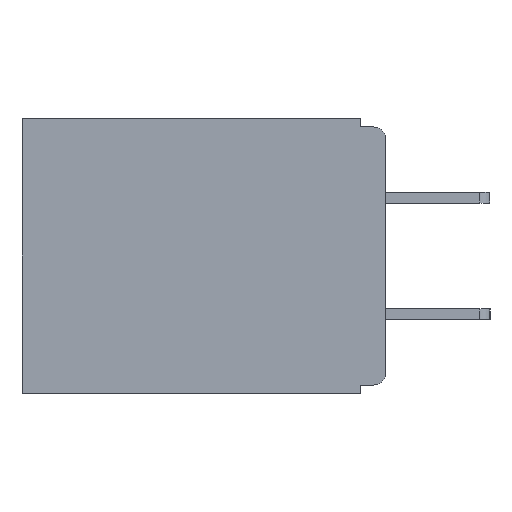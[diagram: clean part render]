
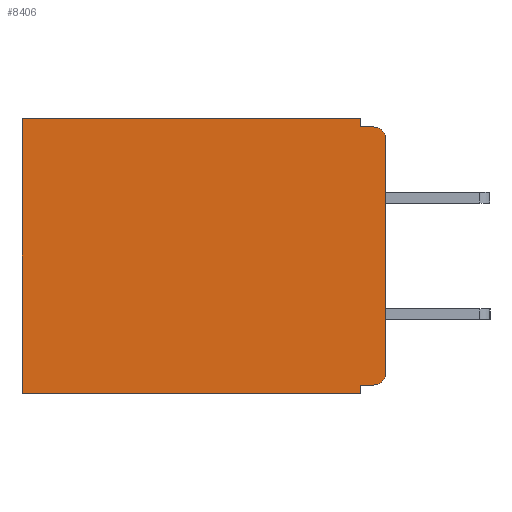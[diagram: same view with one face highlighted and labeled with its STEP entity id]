
A CAD part, left-side view. The second image highlights one B-rep face of the part: STEP entity #8406.
In plain terms, the highlighted planar face has unit normal (-1, 0, 0).
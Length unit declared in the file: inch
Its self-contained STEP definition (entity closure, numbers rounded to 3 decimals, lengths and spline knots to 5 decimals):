
#149 = ORIENTED_EDGE ( 'NONE', *, *, #2352, .F. ) ;
#416 = LINE ( 'NONE', #17901, #14706 ) ;
#477 = CARTESIAN_POINT ( 'NONE',  ( 0.3, 0.031, -0.32 ) ) ;
#785 = CARTESIAN_POINT ( 'NONE',  ( 0.3, 0., -0.33 ) ) ;
#1103 = DIRECTION ( 'NONE',  ( 0., 0., -1. ) ) ;
#1392 = DIRECTION ( 'NONE',  ( 0., 0., -1. ) ) ;
#1396 = DIRECTION ( 'NONE',  ( -1., 0., 0. ) ) ;
#1426 = CARTESIAN_POINT ( 'NONE',  ( 0.3, 0.015, -0.305 ) ) ;
#1493 = VERTEX_POINT ( 'NONE', #477 ) ;
#1643 = EDGE_CURVE ( 'NONE', #3297, #8064, #3136, .T. ) ;
#1782 = ORIENTED_EDGE ( 'NONE', *, *, #5943, .F. ) ;
#1888 = CARTESIAN_POINT ( 'NONE',  ( 0.3, 0.031, 0. ) ) ;
#1917 = CIRCLE ( 'NONE', #11781, 0.015 ) ;
#1941 = CARTESIAN_POINT ( 'NONE',  ( 0.3, 0.015, -0.32 ) ) ;
#2046 = VECTOR ( 'NONE', #5146, 39.37008 ) ;
#2352 = EDGE_CURVE ( 'NONE', #16589, #7077, #15093, .T. ) ;
#2411 = ORIENTED_EDGE ( 'NONE', *, *, #1643, .F. ) ;
#2636 = VECTOR ( 'NONE', #5475, 39.37008 ) ;
#2716 = VERTEX_POINT ( 'NONE', #3705 ) ;
#2865 = VERTEX_POINT ( 'NONE', #1941 ) ;
#3136 = LINE ( 'NONE', #10626, #7036 ) ;
#3297 = VERTEX_POINT ( 'NONE', #17693 ) ;
#3479 = DIRECTION ( 'NONE',  ( 0., 0., -1. ) ) ;
#3628 = VECTOR ( 'NONE', #3479, 39.37008 ) ;
#3705 = CARTESIAN_POINT ( 'NONE',  ( 0.3, 0.437, -0.33 ) ) ;
#3950 = CARTESIAN_POINT ( 'NONE',  ( 0.3, 0.015, -0.025 ) ) ;
#3957 = EDGE_CURVE ( 'NONE', #5717, #2716, #8065, .T. ) ;
#4131 = CARTESIAN_POINT ( 'NONE',  ( 0.3, 0.031, -0.01 ) ) ;
#4259 = VECTOR ( 'NONE', #16349, 39.37008 ) ;
#4584 = DIRECTION ( 'NONE',  ( 0., 1., 0. ) ) ;
#4944 = ORIENTED_EDGE ( 'NONE', *, *, #10504, .T. ) ;
#5146 = DIRECTION ( 'NONE',  ( 0., 1., 0. ) ) ;
#5201 = CARTESIAN_POINT ( 'NONE',  ( 0.3, 0., 0. ) ) ;
#5311 = CARTESIAN_POINT ( 'NONE',  ( 0.3, 0., -0.01 ) ) ;
#5475 = DIRECTION ( 'NONE',  ( 0., -1., 0. ) ) ;
#5717 = VERTEX_POINT ( 'NONE', #8215 ) ;
#5943 = EDGE_CURVE ( 'NONE', #7077, #9702, #17575, .T. ) ;
#6424 = DIRECTION ( 'NONE',  ( 0., 0., -1. ) ) ;
#6521 = DIRECTION ( 'NONE',  ( 1., 0., 0. ) ) ;
#6600 = CARTESIAN_POINT ( 'NONE',  ( 0.3, 0., -0.33 ) ) ;
#6622 = PLANE ( 'NONE',  #17746 ) ;
#7036 = VECTOR ( 'NONE', #10212, 39.37008 ) ;
#7077 = VERTEX_POINT ( 'NONE', #4131 ) ;
#7120 = EDGE_CURVE ( 'NONE', #3297, #9702, #1917, .T. ) ;
#7332 = EDGE_LOOP ( 'NONE', ( #2411, #10152, #1782, #149, #10577, #7778, #7424, #13180, #12417, #4944 ) ) ;
#7424 = ORIENTED_EDGE ( 'NONE', *, *, #3957, .F. ) ;
#7778 = ORIENTED_EDGE ( 'NONE', *, *, #12646, .T. ) ;
#8064 = VERTEX_POINT ( 'NONE', #14312 ) ;
#8065 = LINE ( 'NONE', #785, #4259 ) ;
#8215 = CARTESIAN_POINT ( 'NONE',  ( 0.3, 0.031, -0.33 ) ) ;
#8264 = DIRECTION ( 'NONE',  ( 0., 0., -1. ) ) ;
#8406 = ADVANCED_FACE ( 'NONE', ( #10805 ), #6622, .F. ) ;
#8522 = AXIS2_PLACEMENT_3D ( 'NONE', #1426, #1396, #1392 ) ;
#9002 = CARTESIAN_POINT ( 'NONE',  ( 0.3, 0.015, -0.01 ) ) ;
#9702 = VERTEX_POINT ( 'NONE', #9002 ) ;
#10112 = EDGE_CURVE ( 'NONE', #16589, #15347, #13446, .T. ) ;
#10152 = ORIENTED_EDGE ( 'NONE', *, *, #7120, .T. ) ;
#10153 = CARTESIAN_POINT ( 'NONE',  ( 0.3, 0., -0.32 ) ) ;
#10212 = DIRECTION ( 'NONE',  ( 0., 0., -1. ) ) ;
#10255 = LINE ( 'NONE', #10153, #17210 ) ;
#10504 = EDGE_CURVE ( 'NONE', #2865, #8064, #14302, .T. ) ;
#10577 = ORIENTED_EDGE ( 'NONE', *, *, #10112, .T. ) ;
#10626 = CARTESIAN_POINT ( 'NONE',  ( 0.3, 0., -0.33 ) ) ;
#10805 = FACE_OUTER_BOUND ( 'NONE', #7332, .T. ) ;
#11781 = AXIS2_PLACEMENT_3D ( 'NONE', #3950, #13882, #1103 ) ;
#12022 = CARTESIAN_POINT ( 'NONE',  ( 0.3, 0.031, -0.33 ) ) ;
#12417 = ORIENTED_EDGE ( 'NONE', *, *, #12901, .F. ) ;
#12436 = EDGE_CURVE ( 'NONE', #1493, #5717, #14505, .T. ) ;
#12646 = EDGE_CURVE ( 'NONE', #15347, #2716, #416, .T. ) ;
#12901 = EDGE_CURVE ( 'NONE', #2865, #1493, #10255, .T. ) ;
#13180 = ORIENTED_EDGE ( 'NONE', *, *, #12436, .F. ) ;
#13446 = LINE ( 'NONE', #5201, #2046 ) ;
#13816 = VECTOR ( 'NONE', #16660, 39.37008 ) ;
#13882 = DIRECTION ( 'NONE',  ( -1., 0., 0. ) ) ;
#14302 = CIRCLE ( 'NONE', #8522, 0.015 ) ;
#14312 = CARTESIAN_POINT ( 'NONE',  ( 0.3, 0., -0.305 ) ) ;
#14505 = LINE ( 'NONE', #12022, #3628 ) ;
#14706 = VECTOR ( 'NONE', #8264, 39.37008 ) ;
#15093 = LINE ( 'NONE', #16128, #13816 ) ;
#15347 = VERTEX_POINT ( 'NONE', #15487 ) ;
#15487 = CARTESIAN_POINT ( 'NONE',  ( 0.3, 0.437, 0. ) ) ;
#16128 = CARTESIAN_POINT ( 'NONE',  ( 0.3, 0.031, 0. ) ) ;
#16349 = DIRECTION ( 'NONE',  ( 0., 1., 0. ) ) ;
#16589 = VERTEX_POINT ( 'NONE', #1888 ) ;
#16660 = DIRECTION ( 'NONE',  ( 0., 0., -1. ) ) ;
#17210 = VECTOR ( 'NONE', #4584, 39.37008 ) ;
#17575 = LINE ( 'NONE', #5311, #2636 ) ;
#17693 = CARTESIAN_POINT ( 'NONE',  ( 0.3, 0., -0.025 ) ) ;
#17746 = AXIS2_PLACEMENT_3D ( 'NONE', #6600, #6521, #6424 ) ;
#17901 = CARTESIAN_POINT ( 'NONE',  ( 0.3, 0.437, -0.33 ) ) ;
